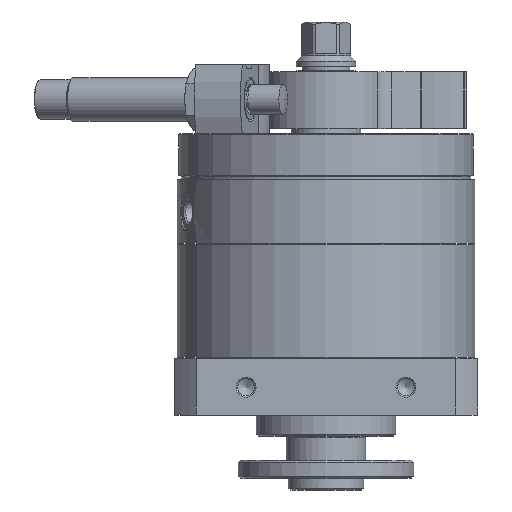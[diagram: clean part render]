
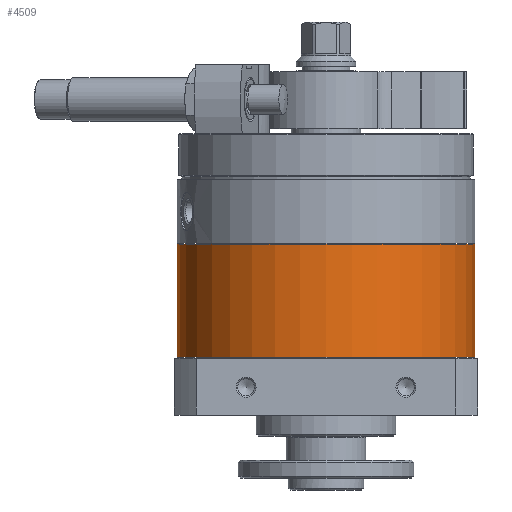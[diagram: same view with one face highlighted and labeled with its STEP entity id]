
A CAD part, left-side view. The second image highlights one B-rep face of the part: STEP entity #4509.
In plain terms, the highlighted cylindrical face has radius 74.5 mm (diameter 149 mm), a full revolution.
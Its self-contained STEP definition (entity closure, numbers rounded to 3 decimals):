
#680=CYLINDRICAL_SURFACE('',#4967,74.5);
#877=ORIENTED_EDGE('',*,*,#1994,.F.);
#878=ORIENTED_EDGE('',*,*,#1992,.T.);
#1992=EDGE_CURVE('',#2561,#2561,#2995,.T.);
#1994=EDGE_CURVE('',#2563,#2563,#2997,.T.);
#2561=VERTEX_POINT('',#7256);
#2563=VERTEX_POINT('',#7261);
#2995=CIRCLE('',#4965,74.5);
#2997=CIRCLE('',#4968,74.5);
#3324=EDGE_LOOP('',(#877));
#3325=EDGE_LOOP('',(#878));
#3862=FACE_BOUND('',#3324,.T.);
#3863=FACE_BOUND('',#3325,.T.);
#4509=ADVANCED_FACE('',(#3862,#3863),#680,.T.);
#4965=AXIS2_PLACEMENT_3D('',#7255,#5696,#5697);
#4967=AXIS2_PLACEMENT_3D('',#7259,#5700,#5701);
#4968=AXIS2_PLACEMENT_3D('',#7260,#5702,#5703);
#5696=DIRECTION('',(1.,0.,0.));
#5697=DIRECTION('',(0.,0.,-1.));
#5700=DIRECTION('',(1.,0.,0.));
#5701=DIRECTION('',(0.,0.,-1.));
#5702=DIRECTION('',(1.,0.,0.));
#5703=DIRECTION('',(0.,0.,-1.));
#7255=CARTESIAN_POINT('',(-85.5,0.,0.));
#7256=CARTESIAN_POINT('',(-85.5,0.,-74.5));
#7259=CARTESIAN_POINT('',(-28.5,0.,0.));
#7260=CARTESIAN_POINT('',(-29.,0.,0.));
#7261=CARTESIAN_POINT('',(-29.,0.,-74.5));
